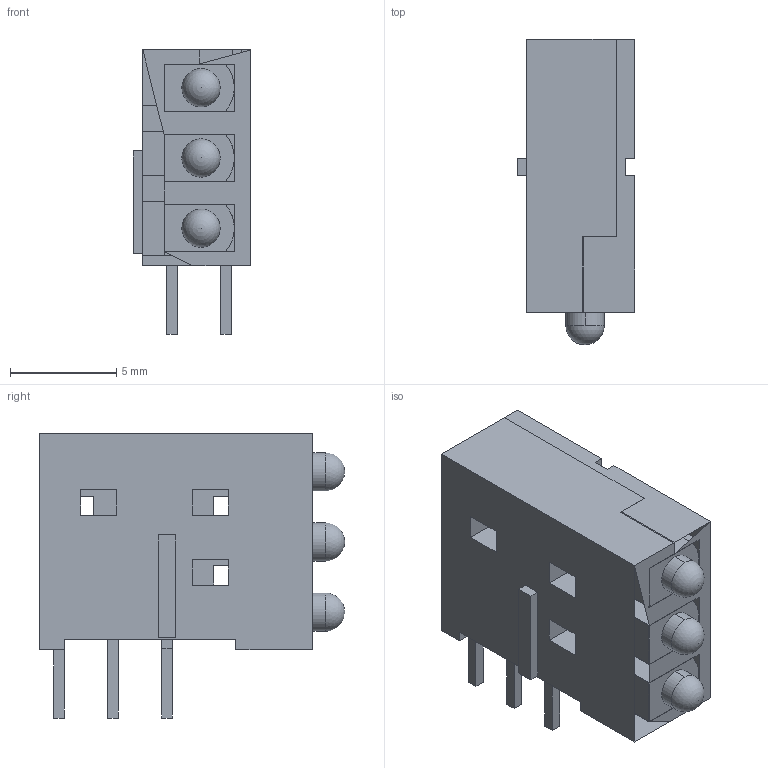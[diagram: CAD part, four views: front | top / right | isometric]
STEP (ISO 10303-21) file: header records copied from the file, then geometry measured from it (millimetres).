
FILE_DESCRIPTION (( 'STEP AP214' ), '1' );
FILE_NAME ('WP406A10XHA-3.STEP', '2015-02-09T22:16:51', ( 'admin' ), ( '' ), 'SwSTEP 2.0', 'SolidWorks 2012', '' );
FILE_SCHEMA (( 'AUTOMOTIVE_DESIGN' ));
Length unit declared in the file: millimetre
Products named in the file (1): WP406A10XHA-3
Bounding box: 5.53 x 14.37 x 13.36 mm (x, y, z)
Surface area: 1345.5 mm2 (no closed solid volume)
Topology: 0 solids, 8 shells, 249 faces, 744 edges, 491 vertices
Faces by surface type: plane 229, cylinder 17, sphere 3
Entity records: 8064 total; most frequent: CARTESIAN_POINT 1558, ORIENTED_EDGE 1381, DIRECTION 1178, EDGE_CURVE 731, VECTOR 608, LINE 608, VERTEX_POINT 489, AXIS2_PLACEMENT_3D 285
